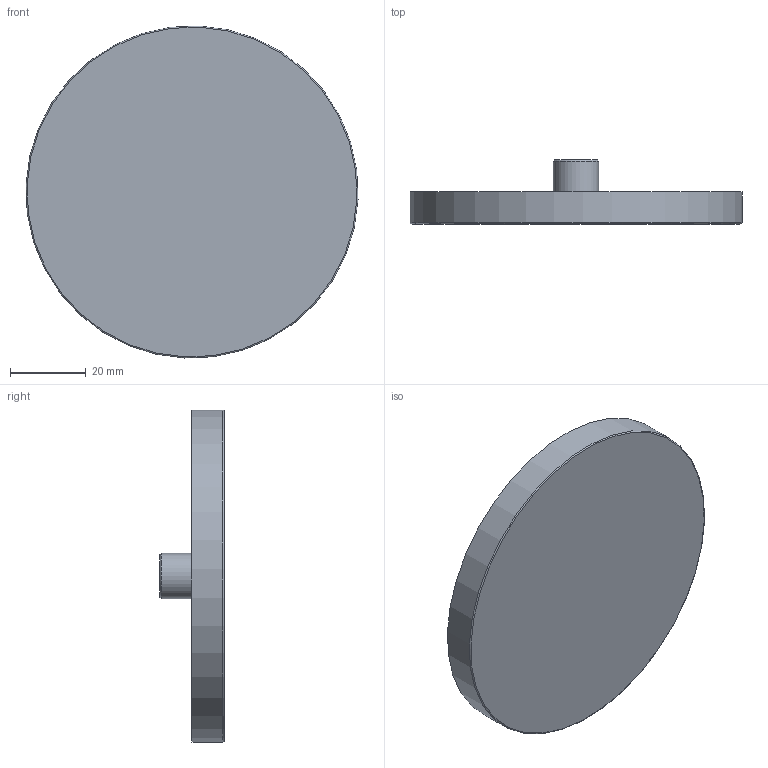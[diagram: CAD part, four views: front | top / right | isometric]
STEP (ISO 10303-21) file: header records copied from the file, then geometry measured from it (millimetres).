
FILE_DESCRIPTION(/* description */ (''),/* implementation_level */ '2;1');
FILE_NAME(/* name */ 'GM17517 -.stp',/* time_stamp */ '2019-10-01T12:35:46+02:00',/* author */ ('PV'),/* organization */ (''),/* preprocessor_version */ 'ST-DEVELOPER v17.2',/* originating_system */ 'Autodesk Inventor 2019',/* authorisation */ '');
FILE_SCHEMA (('AUTOMOTIVE_DESIGN { 1 0 10303 214 3 1 1 }'));
Length unit declared in the file: millimetre
Products named in the file (5): GM17517; E0117228; E0117229; E0117230; E0117231
Assembly tree (15 placements, depth 2):
  GM17517
    E0117228
    E0117229
    E0117230
    E0117231  x12
Bounding box: 87.91 x 17 x 87.91 mm (x, y, z)
Volume: 46837.1 mm3; surface area: 62668.6 mm2
Topology: 15 solids, 15 shells, 464 faces, 1225 edges, 821 vertices
Faces by surface type: plane 228, bspline 192, cylinder 42, cone 1, torus 1
Full cylindrical faces by diameter (mm): 6.75 x1, 12 x34, 15 x2, 85 x2, 87 x2, 88 x1
Entity records: 2983 total; most frequent: CARTESIAN_POINT 703, DIRECTION 416, ORIENTED_EDGE 404, EDGE_CURVE 202, AXIS2_PLACEMENT_3D 163, VERTEX_POINT 139, EDGE_LOOP 129, LINE 90
